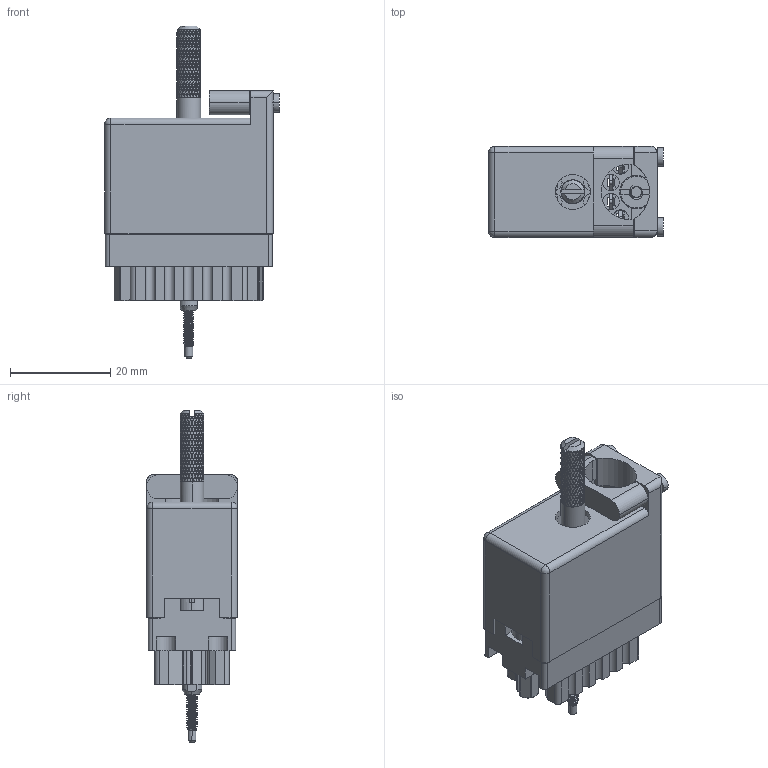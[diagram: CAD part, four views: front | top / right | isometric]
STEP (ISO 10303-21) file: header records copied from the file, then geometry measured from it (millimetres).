
FILE_DESCRIPTION (( 'STEP AP203' ), '1' );
FILE_NAME ('516-020-520-461.STEP', '2020-03-04T19:41:12', ( '' ), ( '' ), 'SwSTEP 2.0', 'SolidWorks 2016', '' );
FILE_SCHEMA (( 'CONFIG_CONTROL_DESIGN' ));
Products named in the file (13): 516-252-021-102_020; 516-250-020-111; 516-253-025-100; 516-230-001_Metal - 020 Top Entry; 516-250-021-102; 516-251-025-100; 516-292-001_520 Contact; Actuating Screw Assy 020; 516-252-022-102; 516-020-520-461; 516 Part Receptacle_020; 516-221-020-102_020; 516-221-020-102_021
Assembly tree (32 placements, depth 3):
  516-020-520-461
    516 Part Receptacle_020
    516-292-001_520 Contact  x20
    516-230-001_Metal - 020 Top Entry
    516-252-021-102_020  x2
    516-221-020-102_020
    Actuating Screw Assy 020
      516-251-025-100
      516-250-021-102
      516-250-020-111
      516-253-025-100
      516-252-022-102
    516-221-020-102_021
Bounding box: 34.92 x 18.16 x 66.29 mm (x, y, z)
Volume: 10656.8 mm3; surface area: 19742.6 mm2
Topology: 31 solids, 31 shells, 4966 faces, 12162 edges, 7266 vertices
Faces by surface type: bspline 2170, plane 1411, cylinder 1327, cone 56, sphere 2
Entity records: 193281 total; most frequent: CARTESIAN_POINT 134955, ORIENTED_EDGE 16228, EDGE_CURVE 8114, DIRECTION 6526, VERTEX_POINT 4584, EDGE_LOOP 3658, FACE_OUTER_BOUND 3567, ADVANCED_FACE 3567
